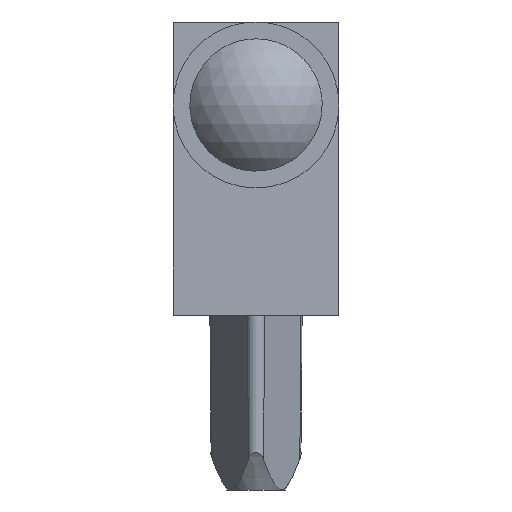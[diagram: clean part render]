
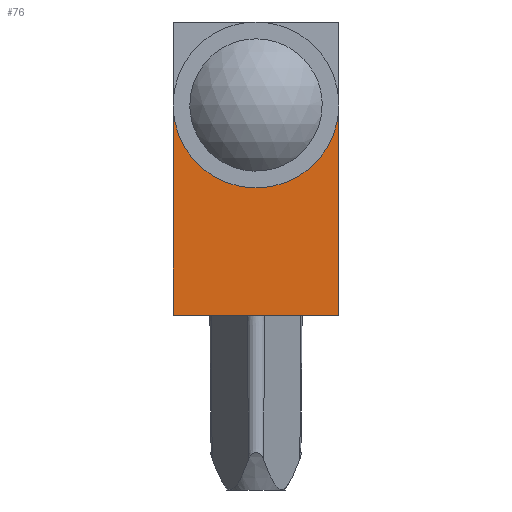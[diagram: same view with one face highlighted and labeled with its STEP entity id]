
A CAD part, front view. The second image highlights one B-rep face of the part: STEP entity #76.
In plain terms, the highlighted planar face has unit normal (0, -1, 0).
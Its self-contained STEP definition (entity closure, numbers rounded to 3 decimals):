
#76=ADVANCED_FACE('',(#105),#106,.F.);
#105=FACE_OUTER_BOUND('',#161,.T.);
#106=PLANE('',#162);
#161=EDGE_LOOP('',(#225,#226,#227,#228,#229,#230));
#162=AXIS2_PLACEMENT_3D('',#231,#232,#233);
#225=ORIENTED_EDGE('',*,*,#471,.F.);
#226=ORIENTED_EDGE('',*,*,#472,.T.);
#227=ORIENTED_EDGE('',*,*,#470,.T.);
#228=ORIENTED_EDGE('',*,*,#473,.F.);
#229=ORIENTED_EDGE('',*,*,#474,.T.);
#230=ORIENTED_EDGE('',*,*,#475,.F.);
#231=CARTESIAN_POINT('',(0.0,-1.19,0.0));
#232=DIRECTION('',(0.0,1.0,0.0));
#233=DIRECTION('',(1.0,-0.0,0.0));
#470=EDGE_CURVE('',#534,#541,#543,.T.);
#471=EDGE_CURVE('',#544,#545,#546,.T.);
#472=EDGE_CURVE('',#544,#534,#547,.T.);
#473=EDGE_CURVE('',#548,#541,#549,.F.);
#474=EDGE_CURVE('',#548,#550,#551,.T.);
#475=EDGE_CURVE('',#545,#550,#552,.F.);
#534=VERTEX_POINT('',#647);
#541=VERTEX_POINT('',#656);
#543=CIRCLE('',#658,1.0);
#544=VERTEX_POINT('',#659);
#545=VERTEX_POINT('',#660);
#546=LINE('',#661,#662);
#547=CIRCLE('',#663,1.0);
#548=VERTEX_POINT('',#664);
#549=LINE('',#665,#666);
#550=VERTEX_POINT('',#667);
#551=LINE('',#668,#669);
#552=LINE('',#670,#671);
#647=CARTESIAN_POINT('',(-21.36,-1.19,1.54));
#656=CARTESIAN_POINT('',(-22.36,-1.19,2.54));
#658=AXIS2_PLACEMENT_3D('',#987,#988,#989);
#659=CARTESIAN_POINT('',(-20.36,-1.19,2.54));
#660=CARTESIAN_POINT('',(-20.36,-1.19,0.));
#661=CARTESIAN_POINT('',(-20.36,-1.19,1.57));
#662=VECTOR('',#990,1.0);
#663=AXIS2_PLACEMENT_3D('',#991,#992,#993);
#664=CARTESIAN_POINT('',(-22.36,-1.19,0.6));
#665=CARTESIAN_POINT('',(-22.36,-1.19,1.57));
#666=VECTOR('',#994,1.0);
#667=CARTESIAN_POINT('',(-22.36,-1.19,0.));
#668=CARTESIAN_POINT('',(-22.36,-1.19,0.3));
#669=VECTOR('',#995,1.0);
#670=CARTESIAN_POINT('',(-21.36,-1.19,0.));
#671=VECTOR('',#996,1.0);
#987=CARTESIAN_POINT('',(-21.36,-1.19,2.54));
#988=DIRECTION('',(-0.0,1.0,0.0));
#989=DIRECTION('',(1.0,0.0,0.0));
#990=DIRECTION('',(0.0,0.0,-1.0));
#991=CARTESIAN_POINT('',(-21.36,-1.19,2.54));
#992=DIRECTION('',(0.0,1.0,-0.0));
#993=DIRECTION('',(1.0,0.0,0.0));
#994=DIRECTION('',(0.0,0.0,-1.0));
#995=DIRECTION('',(0.0,0.0,-1.0));
#996=DIRECTION('',(1.0,0.0,0.));
